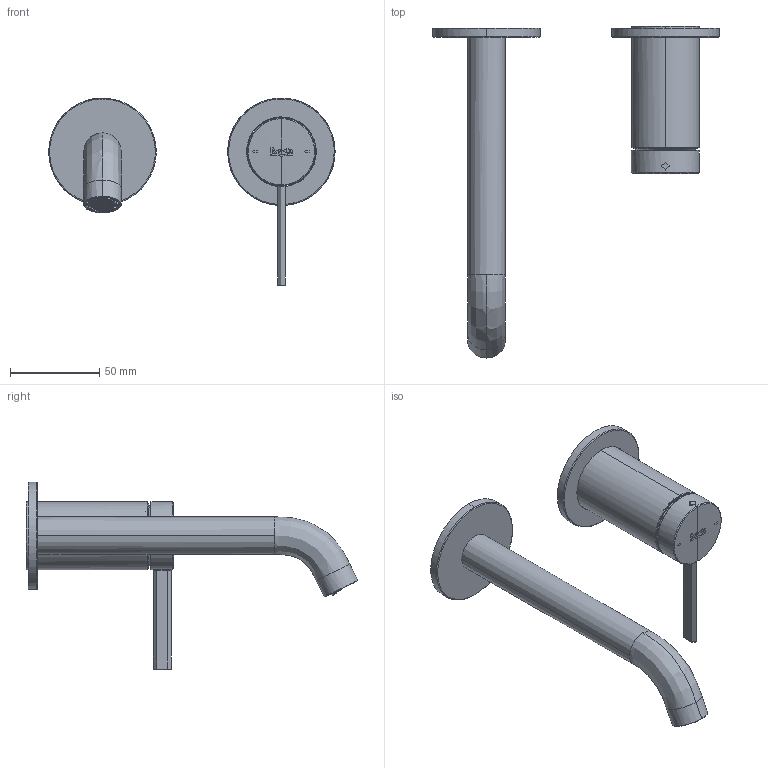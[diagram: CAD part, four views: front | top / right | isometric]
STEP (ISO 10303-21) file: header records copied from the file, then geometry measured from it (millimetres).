
FILE_DESCRIPTION(/* description */ (''),/* implementation_level */ '2;1');
FILE_NAME(/* name */ 'STEP - A5A359E..A_13702',/* time_stamp */ '2024-10-24T15:32:36+11:00',/* author */ (''),/* organization */ (''),/* preprocessor_version */ 'ST-DEVELOPER v16.5',/* originating_system */ 'Rhino 7.37',/* authorisation */ '');
FILE_SCHEMA (('CONFIG_CONTROL_DESIGN'));
Length unit declared in the file: millimetre
Products named in the file (20): Document; A5A359EC0A; A5226922_Predeterminado; A5228291_Predeterminado15; A5259934_A5259935; DIN914_A55262380319; A5615350_A5615351; A5228884_Predeterminado; A5437838_Predeterminado11; A5438141_Predeterminado7; A5437842_Predeterminado; A5526332_Predeterminado9; A5226681_Predeterminado21; 533510_Predeterminado4; A5228883_Predeterminado; A5253148_Predeterminado2; Block 13; A5241183_Predeterminado; A5236010_Predeterminado13; A5059217_2o Giro a Caliente17
Assembly tree (19 placements, depth 4):
  Document
    A5A359EC0A
      A5226922_Predeterminado
      A5228291_Predeterminado15
      A5259934_A5259935
        DIN914_A55262380319
        A5615350_A5615351
      A5228884_Predeterminado
      A5437838_Predeterminado11
      A5438141_Predeterminado7
      A5437842_Predeterminado
      A5526332_Predeterminado9
      A5226681_Predeterminado21
      533510_Predeterminado4
      A5228883_Predeterminado
      A5253148_Predeterminado2
        Block 13
      A5241183_Predeterminado
      A5236010_Predeterminado13
      A5059217_2o Giro a Caliente17
Bounding box: 159.95 x 185.45 x 105 mm (x, y, z)
Volume: 83962 mm3; surface area: 84236.8 mm2
Topology: 30 solids, 32 shells, 5329 faces, 13695 edges, 8863 vertices
Faces by surface type: plane 3399, bspline 1056, cylinder 874
Entity records: 199215 total; most frequent: CARTESIAN_POINT 105706, ORIENTED_EDGE 27336, EDGE_CURVE 13674, B_SPLINE_CURVE_WITH_KNOTS 11751, VERTEX_POINT 8863, EDGE_LOOP 5831, ADVANCED_FACE 5329, FACE_OUTER_BOUND 5329
